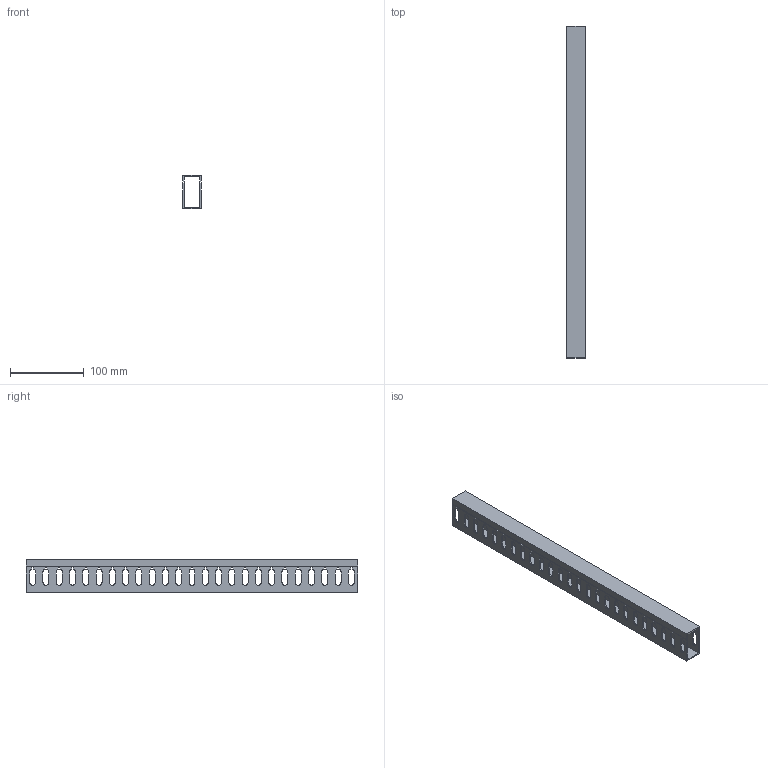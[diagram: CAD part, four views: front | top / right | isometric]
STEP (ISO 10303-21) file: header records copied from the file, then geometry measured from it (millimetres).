
FILE_DESCRIPTION(('FreeCAD Model'),'2;1');
FILE_NAME('Open CASCADE Shape Model','2022-09-02T20:35:59',(''),(''), 'Open CASCADE STEP processor 7.5','FreeCAD','Unknown');
FILE_SCHEMA(('AUTOMOTIVE_DESIGN { 1 0 10303 214 1 1 1 1 }'));
Length unit declared in the file: millimetre
Products named in the file (3): Slotted_Channel; Duct; Lid
Assembly tree (2 placements, depth 2):
  Slotted_Channel
    Duct
    Lid
Bounding box: 25 x 450 x 45 mm (x, y, z)
Volume: 100165 mm3; surface area: 109821.6 mm2
Topology: 2 solids, 2 shells, 420 faces, 1248 edges, 832 vertices
Faces by surface type: plane 270, cylinder 150
Entity records: 14138 total; most frequent: CARTESIAN_POINT 2503, ORIENTED_EDGE 2496, DIRECTION 2394, EDGE_CURVE 1248, LINE 948, VECTOR 948, VERTEX_POINT 832, AXIS2_PLACEMENT_3D 723
